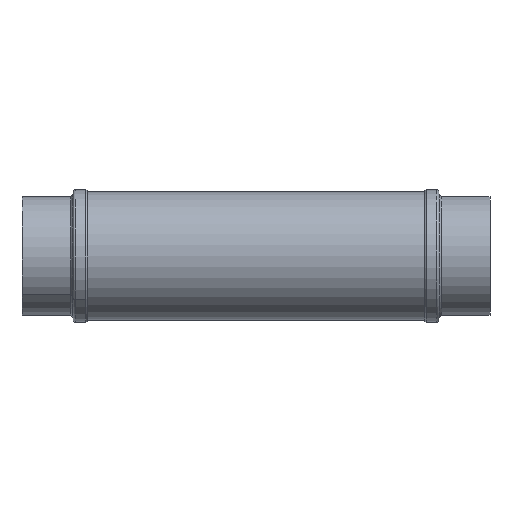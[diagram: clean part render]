
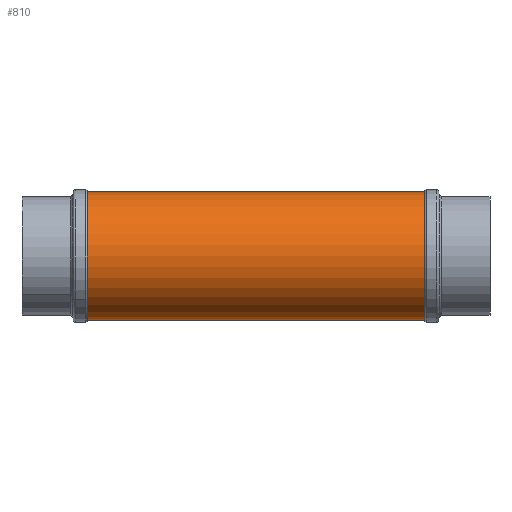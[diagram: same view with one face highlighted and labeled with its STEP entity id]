
A CAD part, left-side view. The second image highlights one B-rep face of the part: STEP entity #810.
In plain terms, the highlighted cylindrical face has radius 20.637 mm (diameter 41.275 mm), a partial arc.
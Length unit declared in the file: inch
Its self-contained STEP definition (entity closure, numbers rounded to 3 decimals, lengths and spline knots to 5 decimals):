
#111 = EDGE_LOOP ( 'NONE', ( #506, #507, #508, #509 ) ) ;
#181 = VERTEX_POINT ( 'NONE', #848 ) ;
#241 = VERTEX_POINT ( 'NONE', #838 ) ;
#398 = EDGE_CURVE ( 'NONE', #420, #181, #2411, .T. ) ;
#399 = EDGE_CURVE ( 'NONE', #241, #2161, #2405, .T. ) ;
#406 = EDGE_CURVE ( 'NONE', #2161, #181, #1817, .T. ) ;
#420 = VERTEX_POINT ( 'NONE', #1827 ) ;
#506 = ORIENTED_EDGE ( 'NONE', *, *, #1496, .F. ) ;
#507 = ORIENTED_EDGE ( 'NONE', *, *, #399, .T. ) ;
#508 = ORIENTED_EDGE ( 'NONE', *, *, #406, .T. ) ;
#509 = ORIENTED_EDGE ( 'NONE', *, *, #398, .F. ) ;
#810 = ADVANCED_FACE ( 'NONE', ( #2105 ), #2108, .T. ) ;
#838 = CARTESIAN_POINT ( 'NONE',  ( 0., 0.015, -0.8125 ) ) ;
#848 = CARTESIAN_POINT ( 'NONE',  ( 0., 4.56, 0.8125 ) ) ;
#1496 = EDGE_CURVE ( 'NONE', #241, #420, #1928, .T. ) ;
#1795 = CARTESIAN_POINT ( 'NONE',  ( 0., 4.65798, 0.8125 ) ) ;
#1796 = CARTESIAN_POINT ( 'NONE',  ( 0., 4.56, 0. ) ) ;
#1797 = DIRECTION ( 'NONE',  ( 0., 1., 0. ) ) ;
#1798 = DIRECTION ( 'NONE',  ( 0., 0., 1. ) ) ;
#1799 = CARTESIAN_POINT ( 'NONE',  ( 0., 0.015, 0. ) ) ;
#1800 = DIRECTION ( 'NONE',  ( 0., 1., 0. ) ) ;
#1801 = DIRECTION ( 'NONE',  ( 0., 0., 1. ) ) ;
#1817 = LINE ( 'NONE', #1795, #2393 ) ;
#1821 = DIRECTION ( 'NONE',  ( 0., 1., 0. ) ) ;
#1827 = CARTESIAN_POINT ( 'NONE',  ( 0., 4.56, -0.8125 ) ) ;
#1928 = LINE ( 'NONE', #1935, #2173 ) ;
#1935 = CARTESIAN_POINT ( 'NONE',  ( 0., 4.65798, -0.8125 ) ) ;
#1937 = DIRECTION ( 'NONE',  ( 0., 1., 0. ) ) ;
#1945 = CARTESIAN_POINT ( 'NONE',  ( 0., 0.015, 0.8125 ) ) ;
#2103 = DIRECTION ( 'NONE',  ( 0., 1., 0. ) ) ;
#2105 = FACE_OUTER_BOUND ( 'NONE', #111, .T. ) ;
#2106 = CARTESIAN_POINT ( 'NONE',  ( 0., 4.65798, 0. ) ) ;
#2108 = CYLINDRICAL_SURFACE ( 'NONE', #2333, 0.8125 ) ;
#2109 = DIRECTION ( 'NONE',  ( 0., 0., 1. ) ) ;
#2161 = VERTEX_POINT ( 'NONE', #1945 ) ;
#2173 = VECTOR ( 'NONE', #1937, 39.37008 ) ;
#2333 = AXIS2_PLACEMENT_3D ( 'NONE', #2106, #2103, #2109 ) ;
#2393 = VECTOR ( 'NONE', #1821, 39.37008 ) ;
#2402 = AXIS2_PLACEMENT_3D ( 'NONE', #1799, #1800, #1801 ) ;
#2404 = AXIS2_PLACEMENT_3D ( 'NONE', #1796, #1797, #1798 ) ;
#2405 = CIRCLE ( 'NONE', #2402, 0.8125 ) ;
#2411 = CIRCLE ( 'NONE', #2404, 0.8125 ) ;
